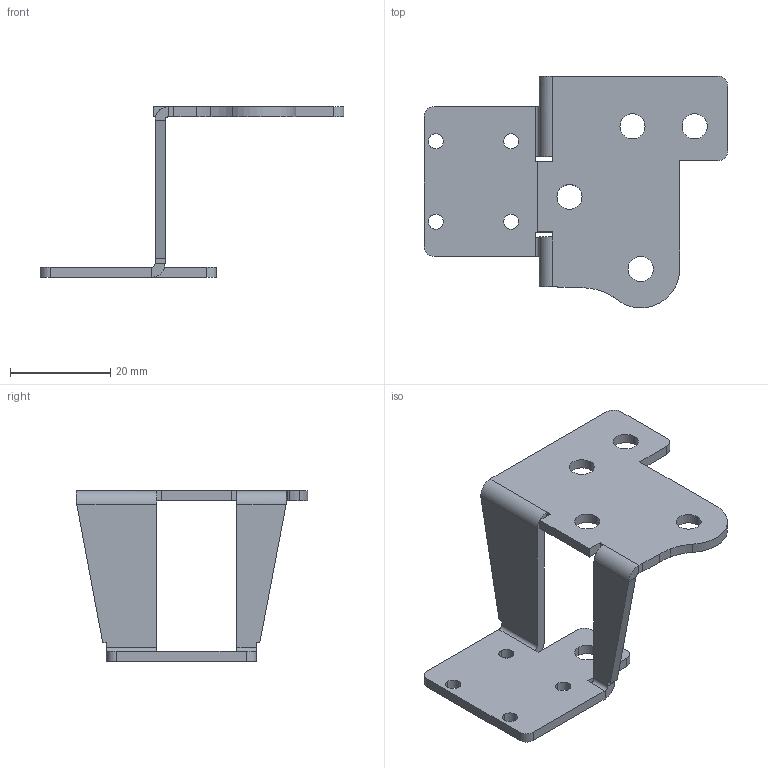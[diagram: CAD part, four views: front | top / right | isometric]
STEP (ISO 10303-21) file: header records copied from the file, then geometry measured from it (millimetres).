
FILE_DESCRIPTION (( 'STEP AP203' ), '1' );
FILE_NAME ('X-A-Mount-sheet-metal.STEP', '2021-05-05T13:41:50', ( '' ), ( '' ), 'SwSTEP 2.0', 'SolidWorks 2021', '' );
FILE_SCHEMA (( 'CONFIG_CONTROL_DESIGN' ));
Length unit declared in the file: millimetre
Products named in the file (1): X-A-Mount-sheet-metal
Bounding box: 60.54 x 46.2 x 34 mm (x, y, z)
Volume: 5423 mm3; surface area: 6425.6 mm2
Topology: 1 solids, 1 shells, 75 faces, 201 edges, 126 vertices
Faces by surface type: plane 38, cylinder 35, bspline 2
Entity records: 2538 total; most frequent: CARTESIAN_POINT 509, DIRECTION 411, ORIENTED_EDGE 402, EDGE_CURVE 201, AXIS2_PLACEMENT_3D 140, LINE 131, VECTOR 131, VERTEX_POINT 126
